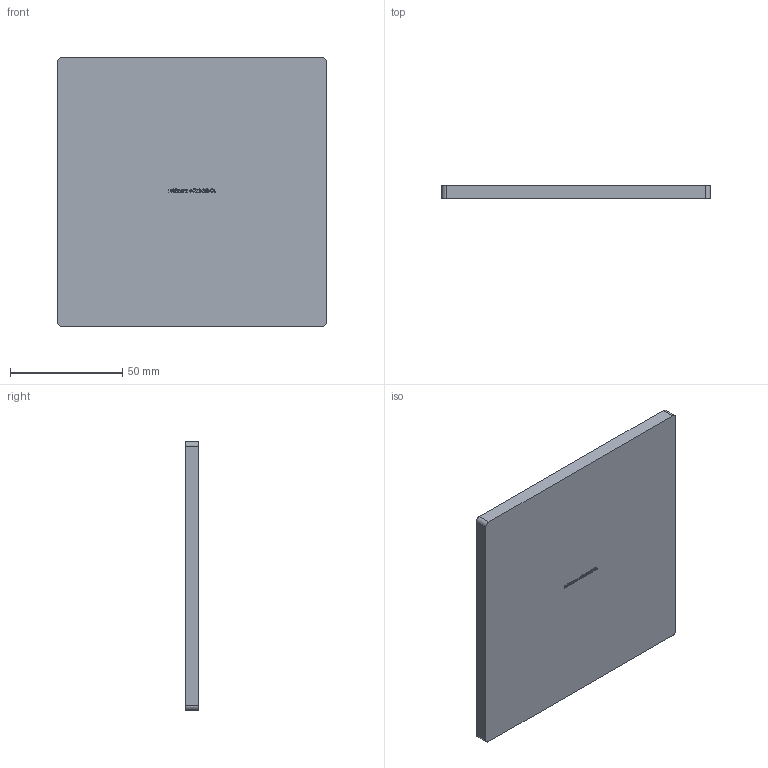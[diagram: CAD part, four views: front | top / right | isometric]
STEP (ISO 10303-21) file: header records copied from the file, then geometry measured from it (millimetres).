
FILE_DESCRIPTION (( 'STEP AP203' ), '1' );
FILE_NAME ('54212-240-OL.step', '2020-10-21T10:53:54', ( '' ), ( '' ), 'SwSTEP 2.0', 'SolidWorks 2018', '' );
FILE_SCHEMA (( 'CONFIG_CONTROL_DESIGN' ));
Length unit declared in the file: millimetre
Products named in the file (2): 54212-240-OL
Bounding box: 120 x 6 x 120 mm (x, y, z)
Volume: 86378.8 mm3; surface area: 31663.3 mm2
Topology: 1 solids, 1 shells, 252 faces, 669 edges, 446 vertices
Faces by surface type: plane 157, bspline 91, cylinder 4
Entity records: 13070 total; most frequent: CARTESIAN_POINT 7260, ORIENTED_EDGE 1338, DIRECTION 821, EDGE_CURVE 669, VECTOR 479, LINE 479, VERTEX_POINT 446, EDGE_LOOP 279
